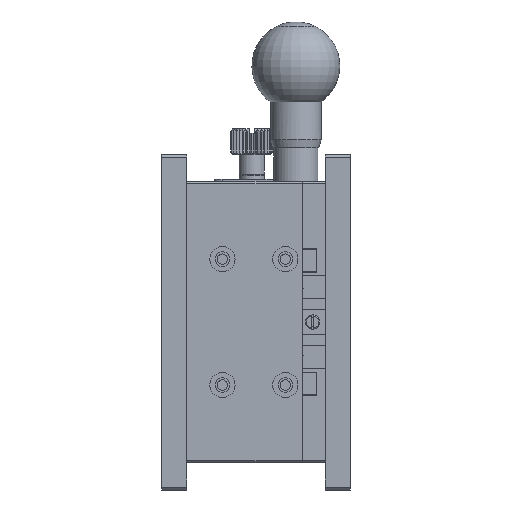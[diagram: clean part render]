
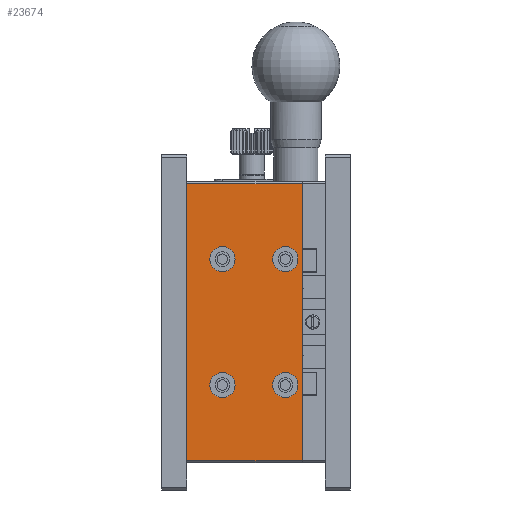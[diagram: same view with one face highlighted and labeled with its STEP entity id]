
A CAD part, left-side view. The second image highlights one B-rep face of the part: STEP entity #23674.
In plain terms, the highlighted planar face has unit normal (-1, 0, 0).
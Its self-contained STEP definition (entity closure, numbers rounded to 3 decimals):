
#952 = ORIENTED_EDGE ( 'NONE', *, *, #12450, .T. ) ;
#1877 = ORIENTED_EDGE ( 'NONE', *, *, #2963, .T. ) ;
#2174 = LINE ( 'NONE', #21796, #44535 ) ;
#2335 = CARTESIAN_POINT ( 'NONE',  ( 9., 15.5, -55. ) ) ;
#2963 = EDGE_CURVE ( 'NONE', #58078, #58078, #54378, .T. ) ;
#4786 = DIRECTION ( 'NONE',  ( 1., 0., 0. ) ) ;
#6551 = CARTESIAN_POINT ( 'NONE',  ( 9., 11.5, -73. ) ) ;
#7193 = CARTESIAN_POINT ( 'NONE',  ( 9., 11.5, -73. ) ) ;
#10771 = EDGE_LOOP ( 'NONE', ( #952 ) ) ;
#11760 = CARTESIAN_POINT ( 'NONE',  ( 9., 30.5, -58. ) ) ;
#11955 = DIRECTION ( 'NONE',  ( 0., 0., 1. ) ) ;
#12450 = EDGE_CURVE ( 'NONE', #62393, #62393, #26598, .T. ) ;
#13376 = DIRECTION ( 'NONE',  ( 0., 0., -1. ) ) ;
#17388 = FACE_BOUND ( 'NONE', #10771, .T. ) ;
#17692 = CARTESIAN_POINT ( 'NONE',  ( 9., 15.5, -58. ) ) ;
#18404 = PLANE ( 'NONE',  #56733 ) ;
#18443 = CARTESIAN_POINT ( 'NONE',  ( 9., 39., -73. ) ) ;
#18628 = VERTEX_POINT ( 'NONE', #28099 ) ;
#18738 = EDGE_CURVE ( 'NONE', #37359, #38249, #21913, .T. ) ;
#18806 = DIRECTION ( 'NONE',  ( 1., 0., 0. ) ) ;
#19200 = VERTEX_POINT ( 'NONE', #7193 ) ;
#19213 = ORIENTED_EDGE ( 'NONE', *, *, #65457, .T. ) ;
#19347 = VECTOR ( 'NONE', #47503, 1000. ) ;
#20062 = AXIS2_PLACEMENT_3D ( 'NONE', #30181, #4786, #45067 ) ;
#21796 = CARTESIAN_POINT ( 'NONE',  ( 9., 11.5, -73. ) ) ;
#21913 = LINE ( 'NONE', #62136, #48791 ) ;
#23055 = EDGE_LOOP ( 'NONE', ( #39290, #58586, #42104, #39115 ) ) ;
#23467 = FACE_BOUND ( 'NONE', #46822, .T. ) ;
#23578 = CARTESIAN_POINT ( 'NONE',  ( 9., 39., 0. ) ) ;
#23674 = ADVANCED_FACE ( 'NONE', ( #47831, #17388, #23467, #63320, #59280 ), #18404, .T. ) ;
#23895 = DIRECTION ( 'NONE',  ( 1., 0., 0. ) ) ;
#26598 = CIRCLE ( 'NONE', #20062, 3. ) ;
#27206 = DIRECTION ( 'NONE',  ( -1., 0., 0. ) ) ;
#28099 = CARTESIAN_POINT ( 'NONE',  ( 9., 15.5, -28. ) ) ;
#28647 = DIRECTION ( 'NONE',  ( 0., 0., -1. ) ) ;
#29522 = EDGE_LOOP ( 'NONE', ( #1877 ) ) ;
#30181 = CARTESIAN_POINT ( 'NONE',  ( 9., 30.5, -25. ) ) ;
#30651 = CARTESIAN_POINT ( 'NONE',  ( 9., 39., -7. ) ) ;
#30724 = AXIS2_PLACEMENT_3D ( 'NONE', #44207, #23895, #28647 ) ;
#31224 = VERTEX_POINT ( 'NONE', #18443 ) ;
#37257 = EDGE_CURVE ( 'NONE', #47798, #47798, #54907, .T. ) ;
#37359 = VERTEX_POINT ( 'NONE', #56047 ) ;
#37380 = LINE ( 'NONE', #63332, #19347 ) ;
#37675 = EDGE_CURVE ( 'NONE', #19200, #37359, #37380, .T. ) ;
#38249 = VERTEX_POINT ( 'NONE', #30651 ) ;
#38561 = DIRECTION ( 'NONE',  ( 0., 0., -1. ) ) ;
#39115 = ORIENTED_EDGE ( 'NONE', *, *, #42350, .T. ) ;
#39290 = ORIENTED_EDGE ( 'NONE', *, *, #37675, .T. ) ;
#41516 = CARTESIAN_POINT ( 'NONE',  ( 9., 30.5, -28. ) ) ;
#42104 = ORIENTED_EDGE ( 'NONE', *, *, #45997, .T. ) ;
#42350 = EDGE_CURVE ( 'NONE', #31224, #19200, #2174, .T. ) ;
#44207 = CARTESIAN_POINT ( 'NONE',  ( 9., 15.5, -25. ) ) ;
#44535 = VECTOR ( 'NONE', #63004, 1000. ) ;
#45067 = DIRECTION ( 'NONE',  ( 0., 0., -1. ) ) ;
#45997 = EDGE_CURVE ( 'NONE', #38249, #31224, #65760, .T. ) ;
#46822 = EDGE_LOOP ( 'NONE', ( #59006 ) ) ;
#47503 = DIRECTION ( 'NONE',  ( 0., 0., 1. ) ) ;
#47798 = VERTEX_POINT ( 'NONE', #17692 ) ;
#47831 = FACE_OUTER_BOUND ( 'NONE', #23055, .T. ) ;
#48791 = VECTOR ( 'NONE', #56748, 1000. ) ;
#49663 = DIRECTION ( 'NONE',  ( 1., 0., 0. ) ) ;
#49920 = DIRECTION ( 'NONE',  ( 0., 0., -1. ) ) ;
#52370 = EDGE_LOOP ( 'NONE', ( #19213 ) ) ;
#54378 = CIRCLE ( 'NONE', #58694, 3. ) ;
#54907 = CIRCLE ( 'NONE', #63501, 3. ) ;
#56047 = CARTESIAN_POINT ( 'NONE',  ( 9., 11.5, -7. ) ) ;
#56595 = CIRCLE ( 'NONE', #30724, 3. ) ;
#56733 = AXIS2_PLACEMENT_3D ( 'NONE', #6551, #27206, #11955 ) ;
#56748 = DIRECTION ( 'NONE',  ( 0., 1., 0. ) ) ;
#58078 = VERTEX_POINT ( 'NONE', #11760 ) ;
#58586 = ORIENTED_EDGE ( 'NONE', *, *, #18738, .T. ) ;
#58694 = AXIS2_PLACEMENT_3D ( 'NONE', #59354, #18806, #13376 ) ;
#59006 = ORIENTED_EDGE ( 'NONE', *, *, #37257, .T. ) ;
#59280 = FACE_BOUND ( 'NONE', #29522, .T. ) ;
#59354 = CARTESIAN_POINT ( 'NONE',  ( 9., 30.5, -55. ) ) ;
#62136 = CARTESIAN_POINT ( 'NONE',  ( 9., 11.5, -7. ) ) ;
#62393 = VERTEX_POINT ( 'NONE', #41516 ) ;
#63004 = DIRECTION ( 'NONE',  ( 0., -1., 0. ) ) ;
#63320 = FACE_BOUND ( 'NONE', #52370, .T. ) ;
#63332 = CARTESIAN_POINT ( 'NONE',  ( 9., 11.5, -73. ) ) ;
#63501 = AXIS2_PLACEMENT_3D ( 'NONE', #2335, #49663, #38561 ) ;
#63662 = VECTOR ( 'NONE', #49920, 1000. ) ;
#65457 = EDGE_CURVE ( 'NONE', #18628, #18628, #56595, .T. ) ;
#65760 = LINE ( 'NONE', #23578, #63662 ) ;
